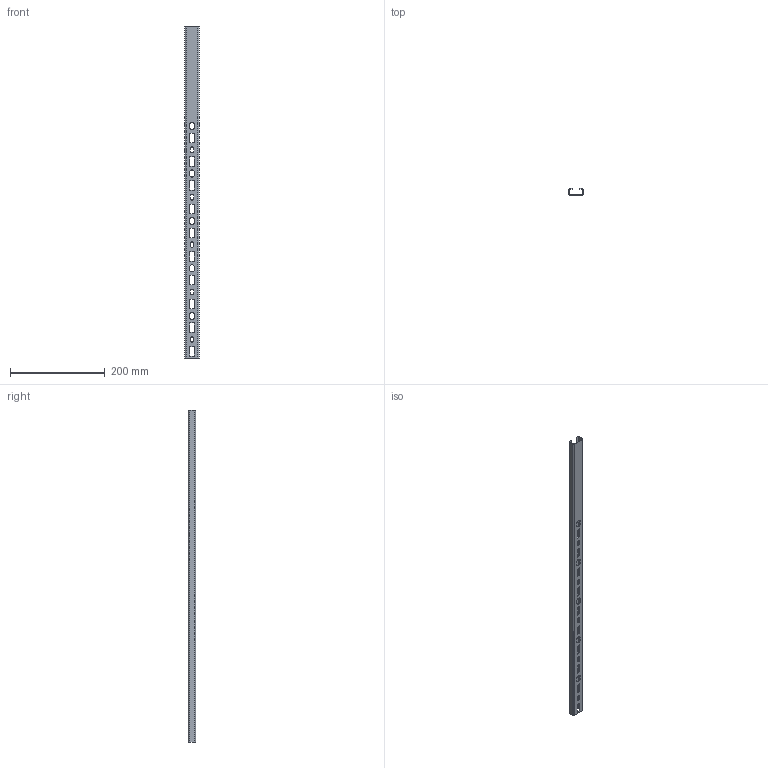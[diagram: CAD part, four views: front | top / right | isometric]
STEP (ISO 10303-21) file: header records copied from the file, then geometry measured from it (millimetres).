
FILE_DESCRIPTION (( 'STEP AP214' ), '1' );
FILE_NAME ('1109839.STEP', '2026-01-30T12:17:01', ( '' ), ( '' ), 'SwSTEP 2.0', 'SolidWorks 2024', '' );
FILE_SCHEMA (( 'AUTOMOTIVE_DESIGN' ));
Length unit declared in the file: millimetre
Products named in the file (1): 1109839
Bounding box: 30 x 15 x 700 mm (x, y, z)
Volume: 63213.2 mm3; surface area: 87988.3 mm2
Topology: 1 solids, 1 shells, 128 faces, 346 edges, 220 vertices
Faces by surface type: plane 90, cylinder 38
Entity records: 4073 total; most frequent: CARTESIAN_POINT 695, ORIENTED_EDGE 692, DIRECTION 680, EDGE_CURVE 346, LINE 270, VECTOR 270, VERTEX_POINT 220, AXIS2_PLACEMENT_3D 205
